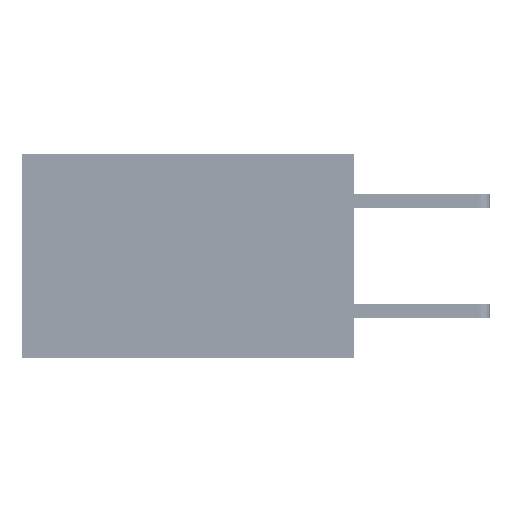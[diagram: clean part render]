
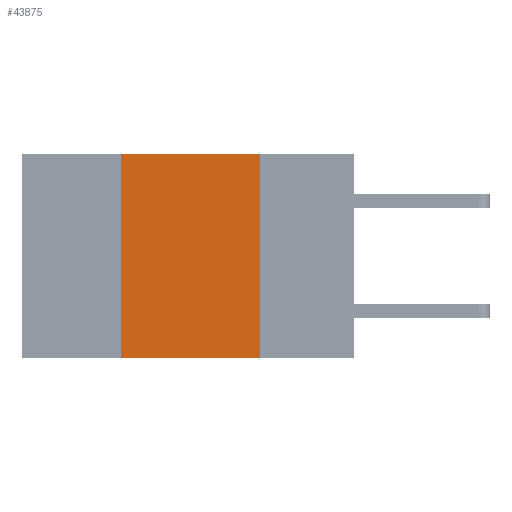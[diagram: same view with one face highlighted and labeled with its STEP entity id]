
A CAD part, left-side view. The second image highlights one B-rep face of the part: STEP entity #43875.
In plain terms, the highlighted planar face has unit normal (-1, 0, 0).
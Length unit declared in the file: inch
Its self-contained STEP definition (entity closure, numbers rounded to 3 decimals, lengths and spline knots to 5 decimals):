
#1381 = VECTOR ( 'NONE', #2285, 39.37008 ) ;
#2050 = ORIENTED_EDGE ( 'NONE', *, *, #3617, .F. ) ;
#2285 = DIRECTION ( 'NONE',  ( 0., -1., 0. ) ) ;
#2296 = EDGE_CURVE ( 'NONE', #28288, #12577, #36450, .T. ) ;
#2834 = CARTESIAN_POINT ( 'NONE',  ( 0., 0.17, 0. ) ) ;
#3617 = EDGE_CURVE ( 'NONE', #34171, #4724, #30520, .T. ) ;
#4724 = VERTEX_POINT ( 'NONE', #18432 ) ;
#5051 = CARTESIAN_POINT ( 'NONE',  ( 0., 0.17, 0. ) ) ;
#6236 = CARTESIAN_POINT ( 'NONE',  ( 0., 0.42, 0. ) ) ;
#6868 = AXIS2_PLACEMENT_3D ( 'NONE', #20527, #41174, #23269 ) ;
#9894 = DIRECTION ( 'NONE',  ( 0., 0., 1. ) ) ;
#12577 = VERTEX_POINT ( 'NONE', #26472 ) ;
#17076 = CARTESIAN_POINT ( 'NONE',  ( 0., 0.6, 0. ) ) ;
#18288 = EDGE_LOOP ( 'NONE', ( #44532, #39814, #2050, #43051 ) ) ;
#18432 = CARTESIAN_POINT ( 'NONE',  ( 0., 0.42, 0. ) ) ;
#18649 = EDGE_CURVE ( 'NONE', #4724, #28288, #20275, .T. ) ;
#20275 = LINE ( 'NONE', #17076, #43674 ) ;
#20527 = CARTESIAN_POINT ( 'NONE',  ( 0., 0.6, 0. ) ) ;
#23060 = PLANE ( 'NONE',  #6868 ) ;
#23139 = LINE ( 'NONE', #41492, #1381 ) ;
#23269 = DIRECTION ( 'NONE',  ( 0., 0., -1. ) ) ;
#26128 = DIRECTION ( 'NONE',  ( 0., 0., -1. ) ) ;
#26472 = CARTESIAN_POINT ( 'NONE',  ( 0., 0.17, -0.37 ) ) ;
#26816 = EDGE_CURVE ( 'NONE', #34171, #12577, #23139, .T. ) ;
#27682 = VECTOR ( 'NONE', #26128, 39.37008 ) ;
#28288 = VERTEX_POINT ( 'NONE', #2834 ) ;
#30520 = LINE ( 'NONE', #6236, #34706 ) ;
#30841 = FACE_OUTER_BOUND ( 'NONE', #18288, .T. ) ;
#31042 = DIRECTION ( 'NONE',  ( 0., -1., 0. ) ) ;
#34171 = VERTEX_POINT ( 'NONE', #38880 ) ;
#34706 = VECTOR ( 'NONE', #9894, 39.37008 ) ;
#36450 = LINE ( 'NONE', #5051, #27682 ) ;
#38880 = CARTESIAN_POINT ( 'NONE',  ( 0., 0.42, -0.37 ) ) ;
#39814 = ORIENTED_EDGE ( 'NONE', *, *, #18649, .F. ) ;
#41174 = DIRECTION ( 'NONE',  ( 1., 0., 0. ) ) ;
#41492 = CARTESIAN_POINT ( 'NONE',  ( 0., 0.6, -0.37 ) ) ;
#43051 = ORIENTED_EDGE ( 'NONE', *, *, #26816, .T. ) ;
#43674 = VECTOR ( 'NONE', #31042, 39.37008 ) ;
#43875 = ADVANCED_FACE ( 'NONE', ( #30841 ), #23060, .F. ) ;
#44532 = ORIENTED_EDGE ( 'NONE', *, *, #2296, .F. ) ;
